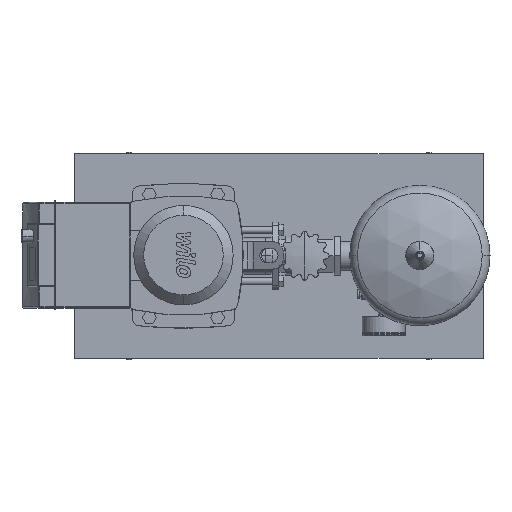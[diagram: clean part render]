
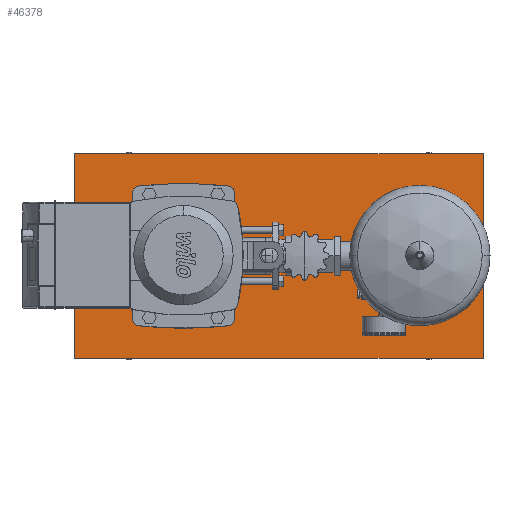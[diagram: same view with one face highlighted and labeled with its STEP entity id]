
A CAD part, top view. The second image highlights one B-rep face of the part: STEP entity #46378.
In plain terms, the highlighted planar face has unit normal (0, 0, 1).
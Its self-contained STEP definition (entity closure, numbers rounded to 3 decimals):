
#46339=CARTESIAN_POINT('',(-160.0,0.,90.0));
#46340=DIRECTION('',(0.0,0.0,1.0));
#46341=DIRECTION('',(0.0,-1.0,0.0));
#46342=AXIS2_PLACEMENT_3D('',#46339,#46340,#46341);
#46343=PLANE('',#46342);
#46344=CARTESIAN_POINT('',(440.0,-150.,90.));
#46345=VERTEX_POINT('',#46344);
#46346=CARTESIAN_POINT('',(440.0,150.,90.));
#46347=VERTEX_POINT('',#46346);
#46348=CARTESIAN_POINT('',(440.0,-150.,90.));
#46349=DIRECTION('',(0.0,1.0,0.0));
#46350=VECTOR('',#46349,300.0);
#46351=LINE('',#46348,#46350);
#46352=EDGE_CURVE('',#46345,#46347,#46351,.T.);
#46353=ORIENTED_EDGE('',*,*,#46352,.T.);
#46354=CARTESIAN_POINT('',(-160.0,150.,90.));
#46355=VERTEX_POINT('',#46354);
#46356=CARTESIAN_POINT('',(-160.0,150.,90.));
#46357=DIRECTION('',(1.0,0.0,0.0));
#46358=VECTOR('',#46357,600.0);
#46359=LINE('',#46356,#46358);
#46360=EDGE_CURVE('',#46355,#46347,#46359,.T.);
#46361=ORIENTED_EDGE('',*,*,#46360,.F.);
#46362=CARTESIAN_POINT('',(-160.0,-150.,90.));
#46363=VERTEX_POINT('',#46362);
#46364=CARTESIAN_POINT('',(-160.0,150.,90.));
#46365=DIRECTION('',(0.0,-1.0,0.0));
#46366=VECTOR('',#46365,300.0);
#46367=LINE('',#46364,#46366);
#46368=EDGE_CURVE('',#46355,#46363,#46367,.T.);
#46369=ORIENTED_EDGE('',*,*,#46368,.T.);
#46370=CARTESIAN_POINT('',(-160.0,-150.,90.));
#46371=DIRECTION('',(1.0,0.0,0.0));
#46372=VECTOR('',#46371,600.0);
#46373=LINE('',#46370,#46372);
#46374=EDGE_CURVE('',#46363,#46345,#46373,.T.);
#46375=ORIENTED_EDGE('',*,*,#46374,.T.);
#46376=EDGE_LOOP('',(#46353,#46361,#46369,#46375));
#46377=FACE_OUTER_BOUND('',#46376,.T.);
#46378=ADVANCED_FACE('',(#46377),#46343,.T.);
